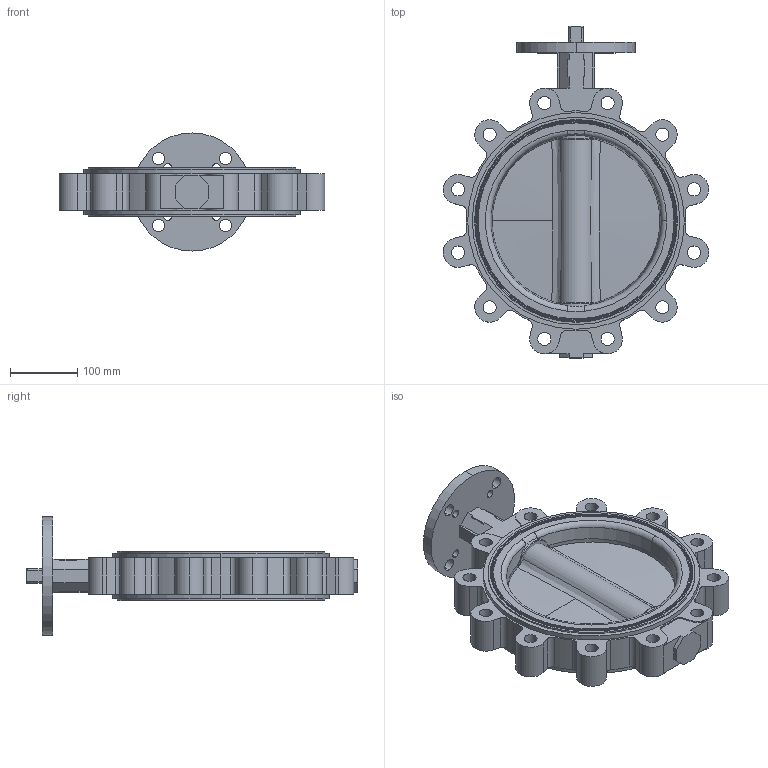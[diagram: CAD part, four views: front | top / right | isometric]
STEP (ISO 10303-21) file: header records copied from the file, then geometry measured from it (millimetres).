
FILE_DESCRIPTION (( 'STEP AP214' ), '1' );
FILE_NAME ('NS-1000-LUG.step', '2019-03-07T20:55:50', ( '' ), ( '' ), 'SwSTEP 2.0', 'SolidWorks 2019', '' );
FILE_SCHEMA (( 'AUTOMOTIVE_DESIGN' ));
Length unit declared in the file: inch
Products named in the file (1): NS-1000-LUG
Bounding box: 393.58 x 491.88 x 175 mm (x, y, z)
Surface area: 490949.6 mm2 (no closed solid volume)
Topology: 0 solids, 6 shells, 271 faces, 821 edges, 552 vertices
Faces by surface type: cylinder 143, plane 80, cone 22, torus 18, bspline 8
Entity records: 15398 total; most frequent: CARTESIAN_POINT 4301, DIRECTION 1639, ORIENTED_EDGE 1520, EDGE_CURVE 821, AXIS2_PLACEMENT_3D 646, VERTEX_POINT 552, CIRCLE 382, LINE 347
